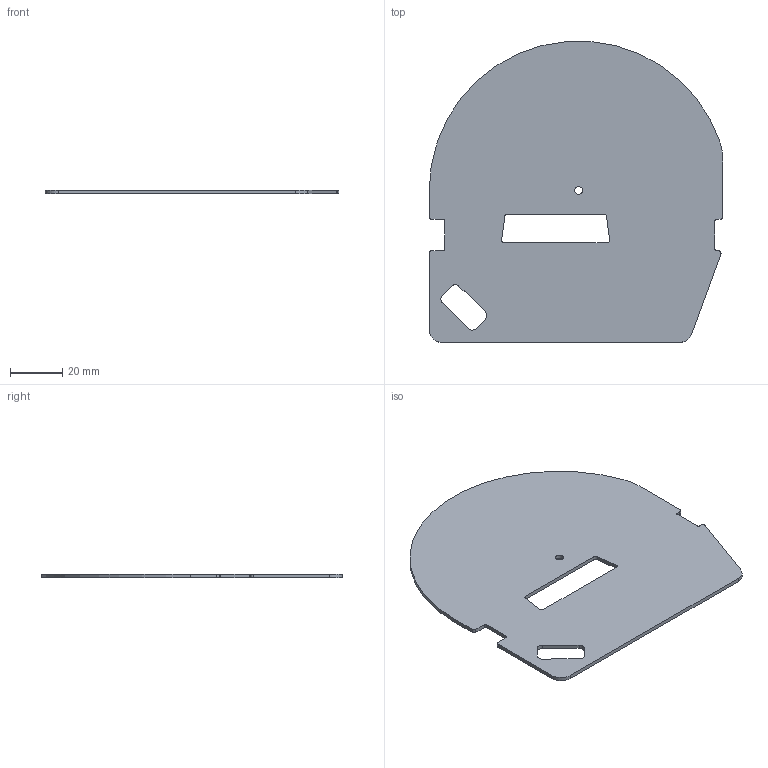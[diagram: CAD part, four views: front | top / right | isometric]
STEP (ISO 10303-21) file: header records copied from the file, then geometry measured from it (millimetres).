
FILE_DESCRIPTION(/* description */ (''),/* implementation_level */ '2;1');
FILE_NAME(/* name */ 'PT Flange Inner.stp',/* time_stamp */ '2015-09-22T15:39:05-07:00',/* author */ ('Evil Brian'),/* organization */ (''),/* preprocessor_version */ 'ST-DEVELOPER v16.1',/* originating_system */ 'Autodesk Inventor 2016',/* authorisation */ '');
FILE_SCHEMA (('AUTOMOTIVE_DESIGN { 1 0 10303 214 3 1 1 }'));
Length unit declared in the file: millimetre
Products named in the file (1): PT Flange Inner
Bounding box: 112 x 114.81 x 1.5 mm (x, y, z)
Volume: 15938.6 mm3; surface area: 22103.6 mm2
Topology: 1 solids, 1 shells, 42 faces, 120 edges, 80 vertices
Faces by surface type: cylinder 21, plane 21
Full cylindrical faces by diameter (mm): 3 x1
Entity records: 1417 total; most frequent: DIRECTION 247, CARTESIAN_POINT 242, ORIENTED_EDGE 238, EDGE_CURVE 119, AXIS2_PLACEMENT_3D 85, VERTEX_POINT 80, LINE 77, VECTOR 77
